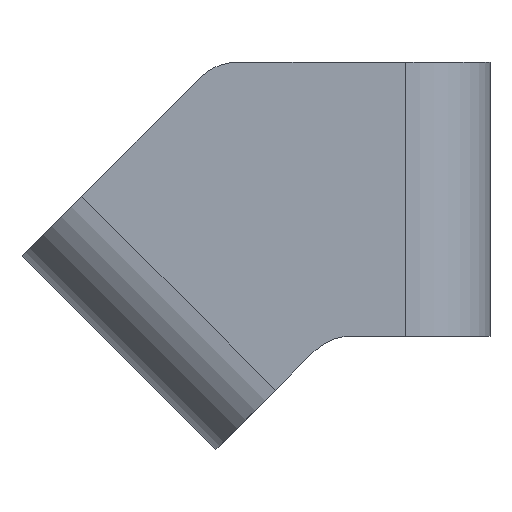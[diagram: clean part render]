
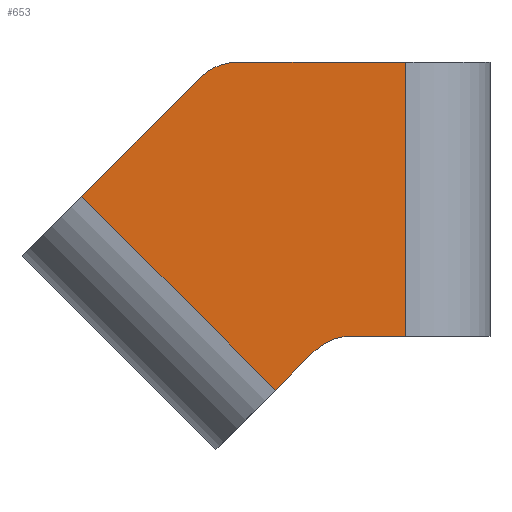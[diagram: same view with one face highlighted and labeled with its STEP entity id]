
A CAD part, left-side view. The second image highlights one B-rep face of the part: STEP entity #653.
In plain terms, the highlighted planar face has unit normal (-1, 0, 0).
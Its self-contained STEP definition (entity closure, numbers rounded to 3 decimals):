
#4 = VERTEX_POINT ( 'NONE', #668 ) ;
#29 = LINE ( 'NONE', #665, #325 ) ;
#35 = ORIENTED_EDGE ( 'NONE', *, *, #224, .F. ) ;
#53 = CARTESIAN_POINT ( 'NONE',  ( 0., 0., 0. ) ) ;
#86 = AXIS2_PLACEMENT_3D ( 'NONE', #343, #671, #195 ) ;
#88 = LINE ( 'NONE', #861, #862 ) ;
#99 = CIRCLE ( 'NONE', #557, 5. ) ;
#100 = DIRECTION ( 'NONE',  ( 0., 0.707, -0.707 ) ) ;
#115 = LINE ( 'NONE', #251, #399 ) ;
#128 = LINE ( 'NONE', #53, #381 ) ;
#138 = VERTEX_POINT ( 'NONE', #875 ) ;
#156 = ORIENTED_EDGE ( 'NONE', *, *, #693, .F. ) ;
#159 = EDGE_CURVE ( 'NONE', #138, #163, #505, .T. ) ;
#163 = VERTEX_POINT ( 'NONE', #741 ) ;
#173 = FACE_OUTER_BOUND ( 'NONE', #779, .T. ) ;
#179 = VECTOR ( 'NONE', #584, 1000. ) ;
#195 = DIRECTION ( 'NONE',  ( 0., 0., -1. ) ) ;
#197 = CIRCLE ( 'NONE', #86, 5. ) ;
#206 = VERTEX_POINT ( 'NONE', #902 ) ;
#224 = EDGE_CURVE ( 'NONE', #415, #831, #29, .T. ) ;
#236 = CARTESIAN_POINT ( 'NONE',  ( 0., 23.929, 21. ) ) ;
#248 = ORIENTED_EDGE ( 'NONE', *, *, #518, .T. ) ;
#251 = CARTESIAN_POINT ( 'NONE',  ( 0., 38.728, 13.272 ) ) ;
#255 = EDGE_CURVE ( 'NONE', #206, #415, #197, .T. ) ;
#325 = VECTOR ( 'NONE', #100, 1000. ) ;
#343 = CARTESIAN_POINT ( 'NONE',  ( 0., 13.159, -5. ) ) ;
#347 = ORIENTED_EDGE ( 'NONE', *, *, #159, .F. ) ;
#381 = VECTOR ( 'NONE', #680, 1000. ) ;
#399 = VECTOR ( 'NONE', #739, 1000. ) ;
#400 = DIRECTION ( 'NONE',  ( 0., 0.707, -0.707 ) ) ;
#407 = CARTESIAN_POINT ( 'NONE',  ( 0., 27.464, 24.536 ) ) ;
#408 = EDGE_CURVE ( 'NONE', #792, #439, #99, .T. ) ;
#415 = VERTEX_POINT ( 'NONE', #701 ) ;
#422 = DIRECTION ( 'NONE',  ( 0., 0., -1. ) ) ;
#439 = VERTEX_POINT ( 'NONE', #697 ) ;
#473 = EDGE_CURVE ( 'NONE', #792, #4, #88, .T. ) ;
#505 = LINE ( 'NONE', #975, #179 ) ;
#515 = ORIENTED_EDGE ( 'NONE', *, *, #473, .T. ) ;
#518 = EDGE_CURVE ( 'NONE', #206, #163, #128, .T. ) ;
#542 = DIRECTION ( 'NONE',  ( 0., 0., -1. ) ) ;
#557 = AXIS2_PLACEMENT_3D ( 'NONE', #236, #622, #542 ) ;
#561 = VECTOR ( 'NONE', #870, 1000. ) ;
#562 = CARTESIAN_POINT ( 'NONE',  ( 0., 0., 26. ) ) ;
#584 = DIRECTION ( 'NONE',  ( 0., 0., -1. ) ) ;
#622 = DIRECTION ( 'NONE',  ( 1., 0., 0. ) ) ;
#629 = ORIENTED_EDGE ( 'NONE', *, *, #408, .F. ) ;
#653 = ADVANCED_FACE ( 'NONE', ( #173 ), #891, .F. ) ;
#665 = CARTESIAN_POINT ( 'NONE',  ( 0., 26., -10.77 ) ) ;
#668 = CARTESIAN_POINT ( 'NONE',  ( 0., 38.728, 13.272 ) ) ;
#671 = DIRECTION ( 'NONE',  ( -1., 0., 0. ) ) ;
#680 = DIRECTION ( 'NONE',  ( 0., -1., 0. ) ) ;
#693 = EDGE_CURVE ( 'NONE', #831, #4, #115, .T. ) ;
#697 = CARTESIAN_POINT ( 'NONE',  ( 0., 23.929, 26. ) ) ;
#701 = CARTESIAN_POINT ( 'NONE',  ( 0., 16.695, -1.464 ) ) ;
#718 = CARTESIAN_POINT ( 'NONE',  ( 0., 20.343, -5.113 ) ) ;
#738 = AXIS2_PLACEMENT_3D ( 'NONE', #819, #883, #422 ) ;
#739 = DIRECTION ( 'NONE',  ( 0., 0.707, 0.707 ) ) ;
#741 = CARTESIAN_POINT ( 'NONE',  ( 0., 8., 0. ) ) ;
#756 = ORIENTED_EDGE ( 'NONE', *, *, #782, .F. ) ;
#779 = EDGE_LOOP ( 'NONE', ( #35, #868, #248, #347, #756, #629, #515, #156 ) ) ;
#782 = EDGE_CURVE ( 'NONE', #439, #138, #784, .T. ) ;
#784 = LINE ( 'NONE', #562, #561 ) ;
#792 = VERTEX_POINT ( 'NONE', #407 ) ;
#819 = CARTESIAN_POINT ( 'NONE',  ( 0., 0., 26. ) ) ;
#831 = VERTEX_POINT ( 'NONE', #718 ) ;
#861 = CARTESIAN_POINT ( 'NONE',  ( 0., 44.385, 7.615 ) ) ;
#862 = VECTOR ( 'NONE', #400, 1000. ) ;
#868 = ORIENTED_EDGE ( 'NONE', *, *, #255, .F. ) ;
#870 = DIRECTION ( 'NONE',  ( 0., -1., 0. ) ) ;
#875 = CARTESIAN_POINT ( 'NONE',  ( 0., 8., 26. ) ) ;
#883 = DIRECTION ( 'NONE',  ( 1., 0., 0. ) ) ;
#891 = PLANE ( 'NONE',  #738 ) ;
#902 = CARTESIAN_POINT ( 'NONE',  ( 0., 13.159, 0. ) ) ;
#975 = CARTESIAN_POINT ( 'NONE',  ( 0., 8., 26. ) ) ;
